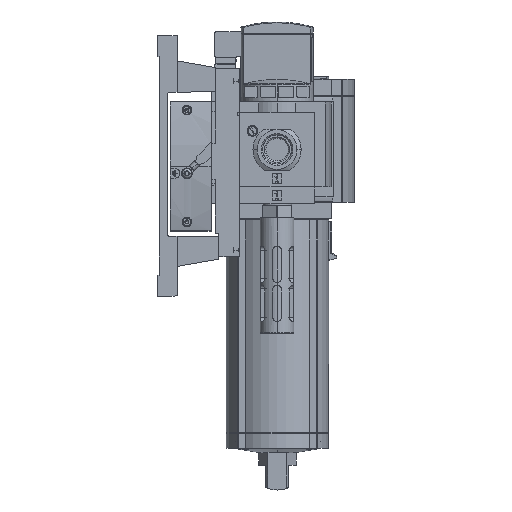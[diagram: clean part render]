
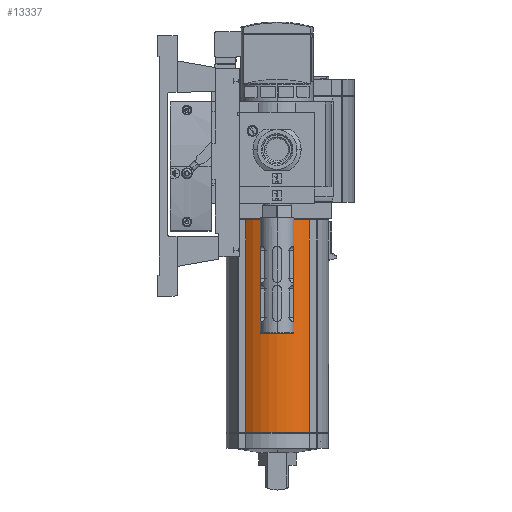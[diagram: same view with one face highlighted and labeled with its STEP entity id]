
A CAD part, left-side view. The second image highlights one B-rep face of the part: STEP entity #13337.
In plain terms, the highlighted cylindrical face has radius 41.5 mm (diameter 83 mm), a partial arc.
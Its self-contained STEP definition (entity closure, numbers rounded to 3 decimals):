
#13337=ADVANCED_FACE('',(#28328),#28329,.T.);
#28328=FACE_OUTER_BOUND('',#44949,.T.);
#28329=CYLINDRICAL_SURFACE('',#44950,41.5);
#44949=EDGE_LOOP('',(#84760,#84761,#84762,#84763));
#44950=AXIS2_PLACEMENT_3D('',#84764,#84765,#84766);
#84760=ORIENTED_EDGE('',*,*,#112344,.T.);
#84761=ORIENTED_EDGE('',*,*,#112393,.T.);
#84762=ORIENTED_EDGE('',*,*,#112394,.F.);
#84763=ORIENTED_EDGE('',*,*,#112365,.F.);
#84764=CARTESIAN_POINT('',(-9.759,-0.754,-277.659));
#84765=DIRECTION('',(0.,0.,1.0));
#84766=DIRECTION('',(0.,1.0,0.));
#112344=EDGE_CURVE('',#138194,#138191,#138195,.T.);
#112365=EDGE_CURVE('',#138194,#138231,#138232,.T.);
#112393=EDGE_CURVE('',#138191,#138277,#138278,.T.);
#112394=EDGE_CURVE('',#138231,#138277,#138279,.T.);
#138191=VERTEX_POINT('',#178219);
#138194=VERTEX_POINT('',#178222);
#138195=LINE('',#178223,#178224);
#138231=VERTEX_POINT('',#178265);
#138232=CIRCLE('',#178266,41.5);
#138277=VERTEX_POINT('',#178317);
#138278=CIRCLE('',#178318,41.5);
#138279=LINE('',#178319,#178320);
#178219=CARTESIAN_POINT('',(-41.827,25.587,-455.859));
#178222=CARTESIAN_POINT('',(-41.827,25.587,-279.159));
#178223=CARTESIAN_POINT('',(-41.827,25.587,-277.659));
#178224=VECTOR('',#207172,1000.0);
#178265=CARTESIAN_POINT('',(-41.827,-27.096,-279.159));
#178266=AXIS2_PLACEMENT_3D('',#207220,#207221,#207222);
#178317=CARTESIAN_POINT('',(-41.827,-27.096,-455.859));
#178318=AXIS2_PLACEMENT_3D('',#207283,#207284,#207285);
#178319=CARTESIAN_POINT('',(-41.827,-27.096,-277.659));
#178320=VECTOR('',#207286,1000.0);
#207172=DIRECTION('',(0.,0.,-1.0));
#207220=CARTESIAN_POINT('',(-9.759,-0.754,-279.159));
#207221=DIRECTION('',(0.,0.,1.0));
#207222=DIRECTION('',(0.,-1.0,0.));
#207283=CARTESIAN_POINT('',(-9.759,-0.754,-455.859));
#207284=DIRECTION('',(0.,0.,1.0));
#207285=DIRECTION('',(0.,-1.0,0.));
#207286=DIRECTION('',(0.,0.,-1.0));
